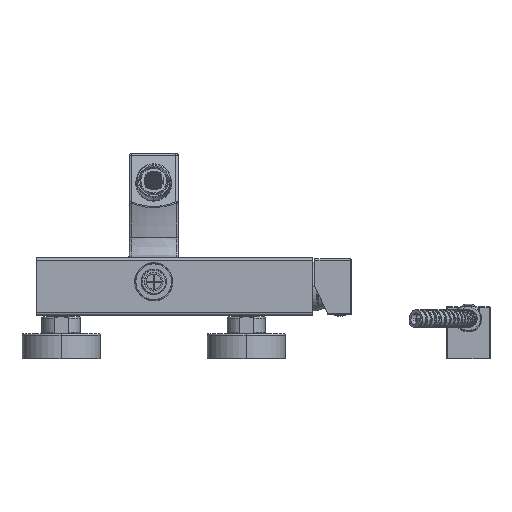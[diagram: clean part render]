
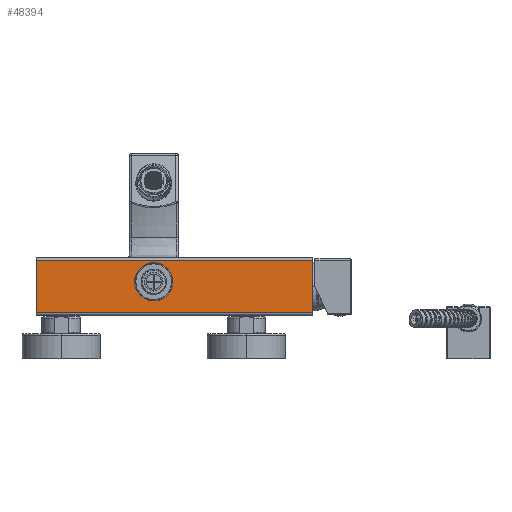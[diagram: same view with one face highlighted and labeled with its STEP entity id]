
A CAD part, front view. The second image highlights one B-rep face of the part: STEP entity #48394.
In plain terms, the highlighted planar face has unit normal (0, -1, 0).
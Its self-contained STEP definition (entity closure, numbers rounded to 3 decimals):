
#4793=DIRECTION('',(0.,0.,-1.));
#4794=VECTOR('',#4793,42.5);
#4795=CARTESIAN_POINT('',(0.,-23.25,21.25));
#4796=LINE('',#4795,#4794);
#4819=DIRECTION('',(0.,0.,-1.));
#4820=VECTOR('',#4819,42.5);
#4821=CARTESIAN_POINT('',(224.,-23.25,21.25));
#4822=LINE('',#4821,#4820);
#4962=DIRECTION('',(-1.,0.,0.));
#4963=VECTOR('',#4962,224.);
#4964=CARTESIAN_POINT('',(224.,-23.25,21.25));
#4965=LINE('',#4964,#4963);
#4966=DIRECTION('',(-1.,0.,0.));
#4967=VECTOR('',#4966,224.);
#4968=CARTESIAN_POINT('',(224.,-23.25,-21.25));
#4969=LINE('',#4968,#4967);
#4970=CARTESIAN_POINT('',(95.,-23.25,4.));
#4971=DIRECTION('',(0.,1.,0.));
#4972=DIRECTION('',(1.,0.,0.));
#4973=AXIS2_PLACEMENT_3D('',#4970,#4971,#4972);
#4975=CARTESIAN_POINT('',(95.,-23.25,4.));
#4976=DIRECTION('',(0.,1.,0.));
#4977=DIRECTION('',(-1.,0.,0.));
#4978=AXIS2_PLACEMENT_3D('',#4975,#4976,#4977);
#36064=CARTESIAN_POINT('',(110.5,-23.25,4.));
#36065=CARTESIAN_POINT('',(79.5,-23.25,4.));
#36066=VERTEX_POINT('',#36064);
#36067=VERTEX_POINT('',#36065);
#36142=CARTESIAN_POINT('',(0.,-23.25,21.25));
#36144=VERTEX_POINT('',#36142);
#36148=CARTESIAN_POINT('',(224.,-23.25,21.25));
#36149=VERTEX_POINT('',#36148);
#36150=CARTESIAN_POINT('',(0.,-23.25,-21.25));
#36151=VERTEX_POINT('',#36150);
#36152=CARTESIAN_POINT('',(224.,-23.25,-21.25));
#36153=VERTEX_POINT('',#36152);
#48377=CARTESIAN_POINT('',(0.,-23.25,23.25));
#48378=DIRECTION('',(0.,-1.,0.));
#48379=DIRECTION('',(0.,0.,-1.));
#48380=AXIS2_PLACEMENT_3D('',#48377,#48378,#48379);
#48381=PLANE('',#48380);
#48382=ORIENTED_EDGE('',*,*,#48195,.F.);
#48383=ORIENTED_EDGE('',*,*,#48217,.T.);
#48384=ORIENTED_EDGE('',*,*,#48363,.T.);
#48385=ORIENTED_EDGE('',*,*,#48171,.F.);
#48386=EDGE_LOOP('',(#48382,#48383,#48384,#48385));
#48387=FACE_OUTER_BOUND('',#48386,.F.);
#48389=ORIENTED_EDGE('',*,*,#48388,.F.);
#48391=ORIENTED_EDGE('',*,*,#48390,.F.);
#48392=EDGE_LOOP('',(#48389,#48391));
#48393=FACE_BOUND('',#48392,.F.);
#48394=ADVANCED_FACE('',(#48387,#48393),#48381,.T.);
#4974=CIRCLE('',#4973,15.5);
#4979=CIRCLE('',#4978,15.5);
#48171=EDGE_CURVE('',#36144,#36151,#4796,.T.);
#48195=EDGE_CURVE('',#36149,#36144,#4965,.T.);
#48217=EDGE_CURVE('',#36149,#36153,#4822,.T.);
#48363=EDGE_CURVE('',#36153,#36151,#4969,.T.);
#48388=EDGE_CURVE('',#36066,#36067,#4974,.T.);
#48390=EDGE_CURVE('',#36067,#36066,#4979,.T.);
